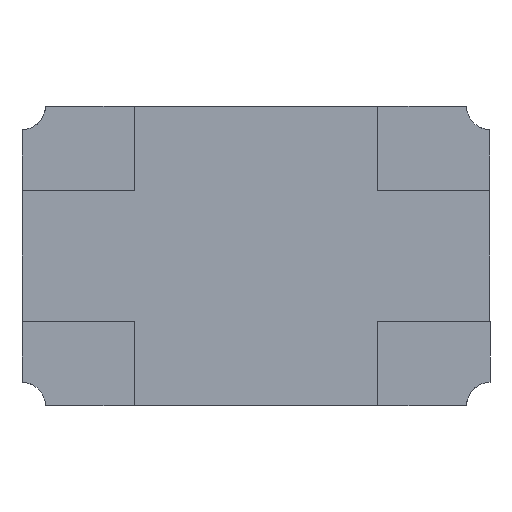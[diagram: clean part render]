
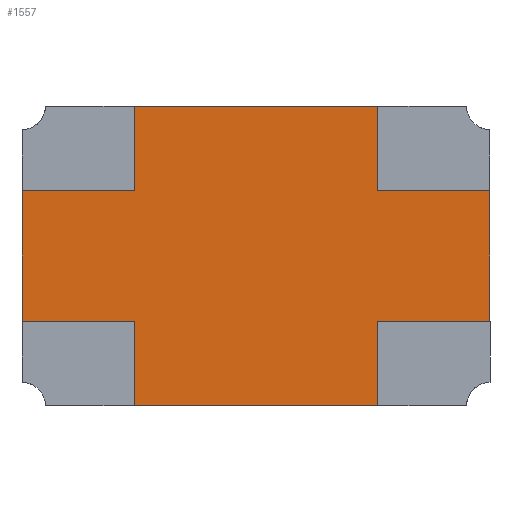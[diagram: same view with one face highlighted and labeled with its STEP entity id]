
A CAD part, front view. The second image highlights one B-rep face of the part: STEP entity #1557.
In plain terms, the highlighted planar face has unit normal (0, -1, 0).
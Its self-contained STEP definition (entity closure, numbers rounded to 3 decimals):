
#54 = ORIENTED_EDGE ( 'NONE', *, *, #1548, .T. ) ;
#289 = EDGE_LOOP ( 'NONE', ( #1808, #1807, #1809, #1806, #1805, #1801, #1810, #54 ) ) ;
#377 = CIRCLE ( 'NONE', #1740, 0.25 ) ;
#378 = CIRCLE ( 'NONE', #1701, 0.25 ) ;
#379 = CIRCLE ( 'NONE', #1664, 0.25 ) ;
#382 = CIRCLE ( 'NONE', #1743, 0.25 ) ;
#543 = CARTESIAN_POINT ( 'NONE',  ( -37.183, 0., 32.427 ) ) ;
#559 = LINE ( 'NONE', #560, #1698 ) ;
#560 = CARTESIAN_POINT ( 'NONE',  ( -42.183, 0., 32.427 ) ) ;
#561 = DIRECTION ( 'NONE',  ( -1., 0., 0. ) ) ;
#577 = LINE ( 'NONE', #578, #1655 ) ;
#578 = CARTESIAN_POINT ( 'NONE',  ( -42.183, 0., 32.427 ) ) ;
#579 = DIRECTION ( 'NONE',  ( 0., 0., 1. ) ) ;
#592 = DIRECTION ( 'NONE',  ( 0., 1., 0. ) ) ;
#593 = DIRECTION ( 'NONE',  ( 0., 0., 1. ) ) ;
#594 = CARTESIAN_POINT ( 'NONE',  ( -42.183, 0., 32.427 ) ) ;
#595 = DIRECTION ( 'NONE',  ( 0., 1., 0. ) ) ;
#596 = DIRECTION ( 'NONE',  ( 0., 0., 1. ) ) ;
#597 = CARTESIAN_POINT ( 'NONE',  ( -37.183, 0., 35.627 ) ) ;
#601 = LINE ( 'NONE', #602, #1742 ) ;
#602 = CARTESIAN_POINT ( 'NONE',  ( -42.183, 0., 35.627 ) ) ;
#603 = DIRECTION ( 'NONE',  ( 1., 0., 0. ) ) ;
#607 = DIRECTION ( 'NONE',  ( 0., 1., 0. ) ) ;
#608 = DIRECTION ( 'NONE',  ( 0., 0., 1. ) ) ;
#622 = CARTESIAN_POINT ( 'NONE',  ( -42.183, 0., 35.627 ) ) ;
#623 = DIRECTION ( 'NONE',  ( 0., 1., 0. ) ) ;
#624 = DIRECTION ( 'NONE',  ( 0., 0., 1. ) ) ;
#626 = LINE ( 'NONE', #627, #1751 ) ;
#627 = CARTESIAN_POINT ( 'NONE',  ( -37.183, 0., 32.427 ) ) ;
#628 = DIRECTION ( 'NONE',  ( 0., 0., -1. ) ) ;
#704 = PLANE ( 'NONE',  #1776 ) ;
#705 = CARTESIAN_POINT ( 'NONE',  ( -42.183, 0., 35.627 ) ) ;
#706 = DIRECTION ( 'NONE',  ( 0., 1., 0. ) ) ;
#707 = DIRECTION ( 'NONE',  ( 0., 0., 1. ) ) ;
#1423 = CARTESIAN_POINT ( 'NONE',  ( -42.183, 0., 35.377 ) ) ;
#1427 = CARTESIAN_POINT ( 'NONE',  ( -37.433, 0., 35.627 ) ) ;
#1429 = CARTESIAN_POINT ( 'NONE',  ( -37.183, 0., 35.377 ) ) ;
#1433 = CARTESIAN_POINT ( 'NONE',  ( -37.183, 0., 32.677 ) ) ;
#1434 = CARTESIAN_POINT ( 'NONE',  ( -37.433, 0., 32.427 ) ) ;
#1435 = CARTESIAN_POINT ( 'NONE',  ( -41.933, 0., 32.427 ) ) ;
#1446 = CARTESIAN_POINT ( 'NONE',  ( -42.183, 0., 32.677 ) ) ;
#1458 = CARTESIAN_POINT ( 'NONE',  ( -41.933, 0., 35.627 ) ) ;
#1532 = EDGE_CURVE ( 'NONE', #1793, #1794, #559, .T. ) ;
#1538 = EDGE_CURVE ( 'NONE', #1821, #1781, #577, .T. ) ;
#1543 = EDGE_CURVE ( 'NONE', #1793, #1792, #378, .T. ) ;
#1544 = EDGE_CURVE ( 'NONE', #1821, #1794, #377, .T. ) ;
#1546 = EDGE_CURVE ( 'NONE', #1841, #1786, #601, .T. ) ;
#1548 = EDGE_CURVE ( 'NONE', #1788, #1786, #379, .T. ) ;
#1550 = EDGE_CURVE ( 'NONE', #1841, #1781, #382, .T. ) ;
#1551 = EDGE_CURVE ( 'NONE', #1788, #1792, #626, .T. ) ;
#1557 = ADVANCED_FACE ( 'NONE', ( #1770 ), #704, .F. ) ;
#1655 = VECTOR ( 'NONE', #579, 1000. ) ;
#1664 = AXIS2_PLACEMENT_3D ( 'NONE', #597, #607, #608 ) ;
#1698 = VECTOR ( 'NONE', #561, 1000. ) ;
#1701 = AXIS2_PLACEMENT_3D ( 'NONE', #543, #592, #593 ) ;
#1740 = AXIS2_PLACEMENT_3D ( 'NONE', #594, #595, #596 ) ;
#1742 = VECTOR ( 'NONE', #603, 1000. ) ;
#1743 = AXIS2_PLACEMENT_3D ( 'NONE', #622, #623, #624 ) ;
#1751 = VECTOR ( 'NONE', #628, 1000. ) ;
#1770 = FACE_OUTER_BOUND ( 'NONE', #289, .T. ) ;
#1776 = AXIS2_PLACEMENT_3D ( 'NONE', #705, #706, #707 ) ;
#1781 = VERTEX_POINT ( 'NONE', #1423 ) ;
#1786 = VERTEX_POINT ( 'NONE', #1427 ) ;
#1788 = VERTEX_POINT ( 'NONE', #1429 ) ;
#1792 = VERTEX_POINT ( 'NONE', #1433 ) ;
#1793 = VERTEX_POINT ( 'NONE', #1434 ) ;
#1794 = VERTEX_POINT ( 'NONE', #1435 ) ;
#1801 = ORIENTED_EDGE ( 'NONE', *, *, #1543, .T. ) ;
#1805 = ORIENTED_EDGE ( 'NONE', *, *, #1532, .F. ) ;
#1806 = ORIENTED_EDGE ( 'NONE', *, *, #1544, .T. ) ;
#1807 = ORIENTED_EDGE ( 'NONE', *, *, #1550, .T. ) ;
#1808 = ORIENTED_EDGE ( 'NONE', *, *, #1546, .F. ) ;
#1809 = ORIENTED_EDGE ( 'NONE', *, *, #1538, .F. ) ;
#1810 = ORIENTED_EDGE ( 'NONE', *, *, #1551, .F. ) ;
#1821 = VERTEX_POINT ( 'NONE', #1446 ) ;
#1841 = VERTEX_POINT ( 'NONE', #1458 ) ;
